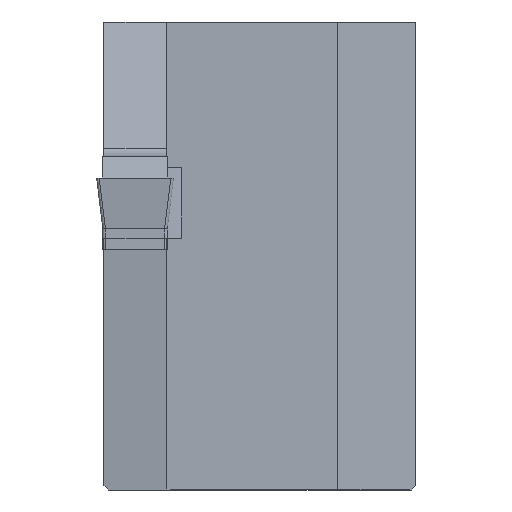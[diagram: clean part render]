
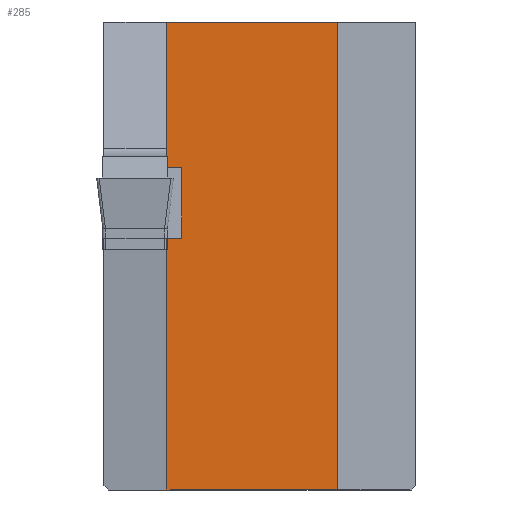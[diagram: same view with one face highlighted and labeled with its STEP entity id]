
A CAD part, left-side view. The second image highlights one B-rep face of the part: STEP entity #285.
In plain terms, the highlighted planar face has unit normal (-1, 0, 0).
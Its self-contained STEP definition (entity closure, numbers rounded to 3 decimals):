
#285=ADVANCED_FACE('',(#397),#346,.T.);
#346=PLANE('',#1345);
#397=FACE_OUTER_BOUND('',#458,.T.);
#458=EDGE_LOOP('',(#559,#560,#561,#562,#563,#564,#565,#566));
#559=ORIENTED_EDGE('',*,*,#922,.F.);
#560=ORIENTED_EDGE('',*,*,#939,.T.);
#561=ORIENTED_EDGE('',*,*,#961,.F.);
#562=ORIENTED_EDGE('',*,*,#962,.T.);
#563=ORIENTED_EDGE('',*,*,#963,.T.);
#564=ORIENTED_EDGE('',*,*,#938,.T.);
#565=ORIENTED_EDGE('',*,*,#964,.T.);
#566=ORIENTED_EDGE('',*,*,#965,.T.);
#824=VERTEX_POINT('',#1720);
#825=VERTEX_POINT('',#1722);
#836=VERTEX_POINT('',#1749);
#838=VERTEX_POINT('',#1753);
#839=VERTEX_POINT('',#1757);
#857=VERTEX_POINT('',#1801);
#858=VERTEX_POINT('',#1803);
#859=VERTEX_POINT('',#1806);
#922=EDGE_CURVE('',#824,#825,#1077,.T.);
#938=EDGE_CURVE('',#836,#838,#1092,.T.);
#939=EDGE_CURVE('',#824,#839,#1093,.T.);
#961=EDGE_CURVE('',#857,#839,#1112,.T.);
#962=EDGE_CURVE('',#857,#858,#1113,.T.);
#963=EDGE_CURVE('',#858,#836,#1114,.T.);
#964=EDGE_CURVE('',#838,#859,#1115,.T.);
#965=EDGE_CURVE('',#859,#825,#1116,.T.);
#1077=LINE('',#1721,#1206);
#1092=LINE('',#1754,#1221);
#1093=LINE('',#1756,#1222);
#1112=LINE('',#1800,#1241);
#1113=LINE('',#1802,#1242);
#1114=LINE('',#1804,#1243);
#1115=LINE('',#1805,#1244);
#1116=LINE('',#1807,#1245);
#1206=VECTOR('',#1421,1.);
#1221=VECTOR('',#1444,1.);
#1222=VECTOR('',#1447,1.);
#1241=VECTOR('',#1480,1.);
#1242=VECTOR('',#1481,1.);
#1243=VECTOR('',#1482,1.);
#1244=VECTOR('',#1483,1.);
#1245=VECTOR('',#1484,1.);
#1345=AXIS2_PLACEMENT_3D('',#1808,#1485,#1486);
#1421=DIRECTION('',(0.,-1.,0.));
#1444=DIRECTION('',(0.,0.,-1.));
#1447=DIRECTION('',(0.,0.,-1.));
#1480=DIRECTION('',(0.,1.,0.));
#1481=DIRECTION('',(0.,0.,-1.));
#1482=DIRECTION('',(0.,1.,0.));
#1483=DIRECTION('',(0.,-1.,0.));
#1484=DIRECTION('',(0.,0.,1.));
#1485=DIRECTION('',(-1.,0.,0.));
#1486=DIRECTION('',(0.,0.,1.));
#1720=CARTESIAN_POINT('',(21.,-3.993,10.));
#1721=CARTESIAN_POINT('',(21.,-34.093,10.));
#1722=CARTESIAN_POINT('',(21.,-15.,10.));
#1749=CARTESIAN_POINT('',(21.,-3.993,-3.85));
#1753=CARTESIAN_POINT('',(21.,-3.993,-20.));
#1754=CARTESIAN_POINT('',(21.,-3.993,0.));
#1756=CARTESIAN_POINT('',(21.,-3.993,10.));
#1757=CARTESIAN_POINT('',(21.,-3.993,0.65));
#1800=CARTESIAN_POINT('',(21.,-34.093,0.65));
#1801=CARTESIAN_POINT('',(21.,-4.993,0.65));
#1802=CARTESIAN_POINT('',(21.,-4.993,10.));
#1803=CARTESIAN_POINT('',(21.,-4.993,-3.85));
#1804=CARTESIAN_POINT('',(21.,-4.993,-3.85));
#1805=CARTESIAN_POINT('',(21.,-34.093,-20.));
#1806=CARTESIAN_POINT('',(21.,-15.,-20.));
#1807=CARTESIAN_POINT('',(21.,-15.,-30.));
#1808=CARTESIAN_POINT('',(21.,-34.093,10.));
